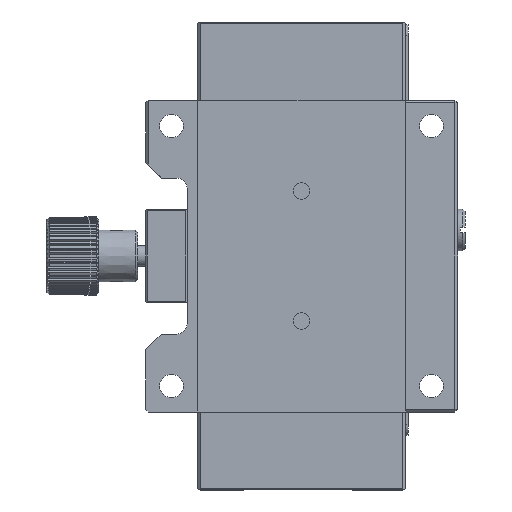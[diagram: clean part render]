
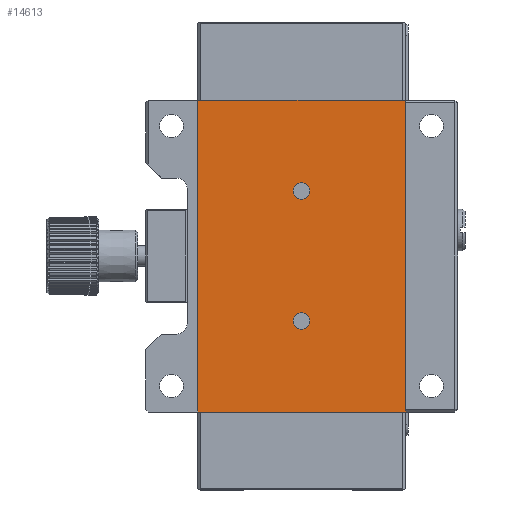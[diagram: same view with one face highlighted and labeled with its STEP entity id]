
A CAD part, front view. The second image highlights one B-rep face of the part: STEP entity #14613.
In plain terms, the highlighted planar face has unit normal (0, -1, 0).
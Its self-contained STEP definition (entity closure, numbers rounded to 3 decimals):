
#86 = DIRECTION ( 'NONE',  ( 0., 0., -1. ) ) ;
#182 = DIRECTION ( 'NONE',  ( -1., 0., 0. ) ) ;
#241 = AXIS2_PLACEMENT_3D ( 'NONE', #1415, #3812, #3980 ) ;
#461 = CARTESIAN_POINT ( 'NONE',  ( 0., -7.5, 10.879 ) ) ;
#510 = CIRCLE ( 'NONE', #241, 1.621 ) ;
#588 = FACE_OUTER_BOUND ( 'NONE', #7718, .T. ) ;
#625 = VERTEX_POINT ( 'NONE', #461 ) ;
#795 = VERTEX_POINT ( 'NONE', #11100 ) ;
#1415 = CARTESIAN_POINT ( 'NONE',  ( 0., -7.5, 12.5 ) ) ;
#1555 = EDGE_LOOP ( 'NONE', ( #11942 ) ) ;
#2371 = VERTEX_POINT ( 'NONE', #4596 ) ;
#2817 = EDGE_CURVE ( 'NONE', #2827, #10663, #11091, .T. ) ;
#2821 = CARTESIAN_POINT ( 'NONE',  ( 0., -7.5, -12.5 ) ) ;
#2827 = VERTEX_POINT ( 'NONE', #10036 ) ;
#3430 = ORIENTED_EDGE ( 'NONE', *, *, #2817, .F. ) ;
#3812 = DIRECTION ( 'NONE',  ( 0., 1., 0. ) ) ;
#3980 = DIRECTION ( 'NONE',  ( 0., 0., -1. ) ) ;
#4406 = VECTOR ( 'NONE', #11110, 1000. ) ;
#4534 = DIRECTION ( 'NONE',  ( 0., 1., 0. ) ) ;
#4596 = CARTESIAN_POINT ( 'NONE',  ( 0., -7.5, -14.121 ) ) ;
#5133 = AXIS2_PLACEMENT_3D ( 'NONE', #2821, #4534, #10836 ) ;
#5369 = DIRECTION ( 'NONE',  ( 0., 0., 1. ) ) ;
#5604 = FACE_BOUND ( 'NONE', #1555, .T. ) ;
#6430 = LINE ( 'NONE', #11416, #15703 ) ;
#6914 = EDGE_CURVE ( 'NONE', #2371, #2371, #15111, .T. ) ;
#6955 = ORIENTED_EDGE ( 'NONE', *, *, #6914, .T. ) ;
#7718 = EDGE_LOOP ( 'NONE', ( #8389, #3430, #15912, #11816 ) ) ;
#7982 = DIRECTION ( 'NONE',  ( 0., 0., 1. ) ) ;
#8269 = CARTESIAN_POINT ( 'NONE',  ( -20., -7.5, 30. ) ) ;
#8389 = ORIENTED_EDGE ( 'NONE', *, *, #14044, .T. ) ;
#9209 = FACE_BOUND ( 'NONE', #12571, .T. ) ;
#9369 = CARTESIAN_POINT ( 'NONE',  ( 0., -7.5, 0. ) ) ;
#9656 = AXIS2_PLACEMENT_3D ( 'NONE', #9369, #14209, #7982 ) ;
#9678 = CARTESIAN_POINT ( 'NONE',  ( 20., -7.5, -30. ) ) ;
#10036 = CARTESIAN_POINT ( 'NONE',  ( 20., -7.5, 30. ) ) ;
#10663 = VERTEX_POINT ( 'NONE', #9678 ) ;
#10836 = DIRECTION ( 'NONE',  ( 0., 0., -1. ) ) ;
#11091 = LINE ( 'NONE', #13801, #13034 ) ;
#11100 = CARTESIAN_POINT ( 'NONE',  ( -20., -7.5, -30. ) ) ;
#11110 = DIRECTION ( 'NONE',  ( 1., 0., 0. ) ) ;
#11416 = CARTESIAN_POINT ( 'NONE',  ( -20., -7.5, 0. ) ) ;
#11816 = ORIENTED_EDGE ( 'NONE', *, *, #15960, .F. ) ;
#11942 = ORIENTED_EDGE ( 'NONE', *, *, #12855, .T. ) ;
#12235 = VERTEX_POINT ( 'NONE', #8269 ) ;
#12571 = EDGE_LOOP ( 'NONE', ( #6955 ) ) ;
#12855 = EDGE_CURVE ( 'NONE', #625, #625, #510, .T. ) ;
#13034 = VECTOR ( 'NONE', #86, 1000. ) ;
#13801 = CARTESIAN_POINT ( 'NONE',  ( 20., -7.5, 0. ) ) ;
#14044 = EDGE_CURVE ( 'NONE', #795, #10663, #16047, .T. ) ;
#14209 = DIRECTION ( 'NONE',  ( 0., 1., 0. ) ) ;
#14236 = EDGE_CURVE ( 'NONE', #2827, #12235, #15289, .T. ) ;
#14605 = VECTOR ( 'NONE', #182, 1000. ) ;
#14613 = ADVANCED_FACE ( 'NONE', ( #588, #5604, #9209 ), #15593, .F. ) ;
#14879 = CARTESIAN_POINT ( 'NONE',  ( 30., -7.5, -30. ) ) ;
#15111 = CIRCLE ( 'NONE', #5133, 1.621 ) ;
#15212 = CARTESIAN_POINT ( 'NONE',  ( -30., -7.5, 30. ) ) ;
#15289 = LINE ( 'NONE', #15212, #14605 ) ;
#15593 = PLANE ( 'NONE',  #9656 ) ;
#15703 = VECTOR ( 'NONE', #5369, 1000. ) ;
#15912 = ORIENTED_EDGE ( 'NONE', *, *, #14236, .T. ) ;
#15960 = EDGE_CURVE ( 'NONE', #795, #12235, #6430, .T. ) ;
#16047 = LINE ( 'NONE', #14879, #4406 ) ;
